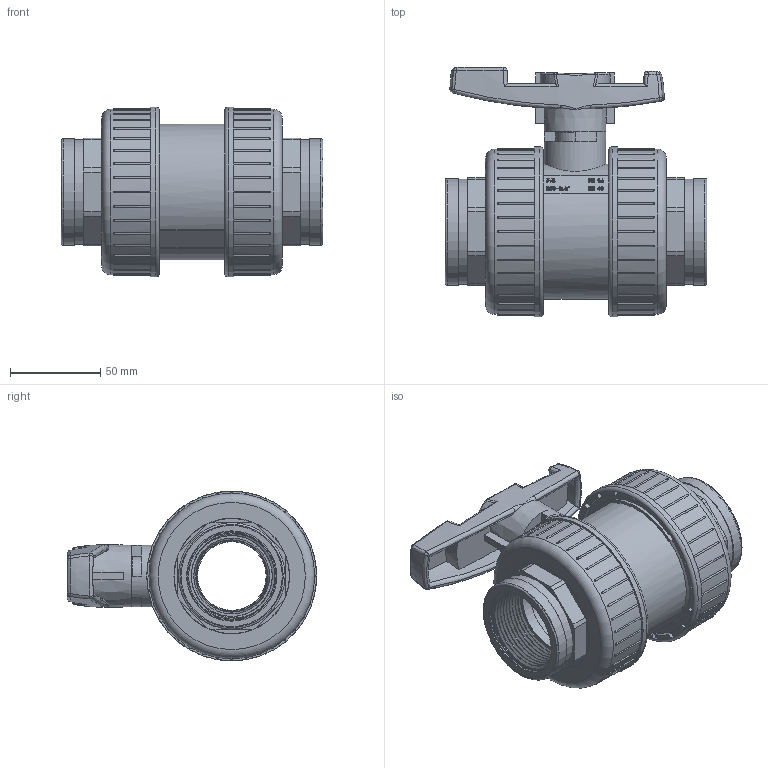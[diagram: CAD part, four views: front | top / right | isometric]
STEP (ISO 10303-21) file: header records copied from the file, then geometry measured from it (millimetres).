
FILE_DESCRIPTION(/* description */ (''),/* implementation_level */ '2;1');
FILE_NAME(/* name */ 'AKX972.000.050.step',/* time_stamp */ '2025-12-30T13:56:33+01:00',/* author */ (''),/* organization */ (''),/* preprocessor_version */ 'ST-DEVELOPER v20.1',/* originating_system */ 'Autodesk Translation Framework v14.21.0.0',/* authorisation */ '');
FILE_SCHEMA (('AUTOMOTIVE_DESIGN { 1 0 10303 214 3 1 1 }'));
Products named in the file (1): AKX972.000.050
Bounding box: 144.8 x 138 x 94 mm (x, y, z)
Volume: 532618.4 mm3; surface area: 215052 mm2
Topology: 18 solids, 18 shells, 1217 faces, 3348 edges, 2187 vertices
Faces by surface type: plane 574, cylinder 298, bspline 191, sphere 85, torus 60, cone 9
Full cylindrical faces by diameter (mm): 2.295 x1, 3.06 x1, 17 x4, 21 x3, 22 x1, 23 x2, 25 x1, 34.136 x1, 38 x1, 39 x2, 40 x2, 42 x2, 44.845 x16, 45.2 x3, 46 x1, 47 x3, 47.803 x18, 49 x2, 50 x2, 50.6 x3, 51 x1, 55.5 x1, 56.14 x3, 58 x4, 59 x2, 59.4 x3, 61.5 x1, 63.6 x2, 64 x2, 65 x1
Entity records: 73658 total; most frequent: CARTESIAN_POINT 43672, ORIENTED_EDGE 6596, DIRECTION 5805, EDGE_CURVE 3298, VERTEX_POINT 2187, AXIS2_PLACEMENT_3D 2152, LINE 1501, VECTOR 1501
